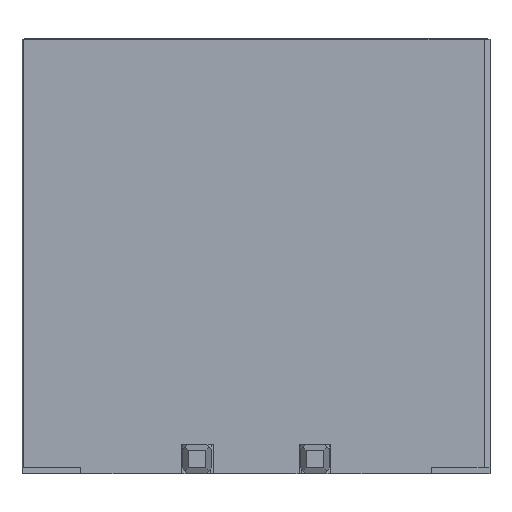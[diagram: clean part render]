
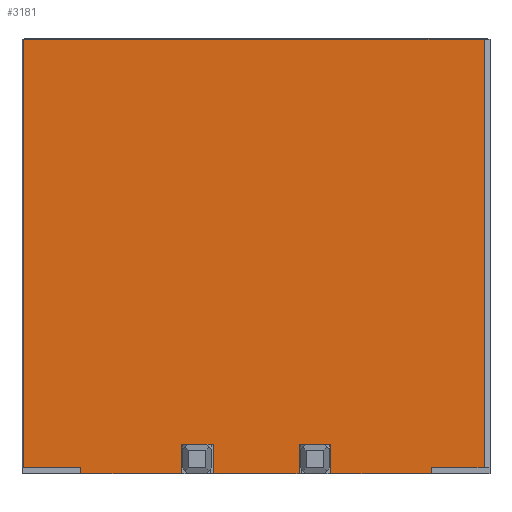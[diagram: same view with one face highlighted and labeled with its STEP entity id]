
A CAD part, front view. The second image highlights one B-rep face of the part: STEP entity #3181.
In plain terms, the highlighted planar face has unit normal (0, -1, 0).
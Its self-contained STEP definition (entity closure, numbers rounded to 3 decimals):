
#87=FACE_OUTER_BOUND('',#271,.T.);
#271=EDGE_LOOP('',(#2174,#2175,#2176,#2177,#2178,#2179,#2180,#2181,#2182,
#2183,#2184,#2185,#2186,#2187,#2188,#2189));
#457=LINE('',#4488,#901);
#464=LINE('',#4503,#908);
#467=LINE('',#4507,#911);
#503=LINE('',#4578,#947);
#505=LINE('',#4582,#949);
#506=LINE('',#4584,#950);
#507=LINE('',#4586,#951);
#508=LINE('',#4588,#952);
#509=LINE('',#4590,#953);
#510=LINE('',#4592,#954);
#511=LINE('',#4594,#955);
#512=LINE('',#4596,#956);
#513=LINE('',#4598,#957);
#514=LINE('',#4600,#958);
#515=LINE('',#4602,#959);
#516=LINE('',#4603,#960);
#901=VECTOR('',#3622,10.);
#908=VECTOR('',#3635,10.);
#911=VECTOR('',#3640,10.);
#947=VECTOR('',#3702,10.);
#949=VECTOR('',#3706,10.);
#950=VECTOR('',#3707,10.);
#951=VECTOR('',#3708,10.);
#952=VECTOR('',#3709,10.);
#953=VECTOR('',#3710,10.);
#954=VECTOR('',#3711,10.);
#955=VECTOR('',#3712,10.);
#956=VECTOR('',#3713,10.);
#957=VECTOR('',#3714,10.);
#958=VECTOR('',#3715,10.);
#959=VECTOR('',#3716,10.);
#960=VECTOR('',#3717,10.);
#1335=VERTEX_POINT('',#4477);
#1338=VERTEX_POINT('',#4484);
#1342=VERTEX_POINT('',#4496);
#1344=VERTEX_POINT('',#4501);
#1366=VERTEX_POINT('',#4577);
#1367=VERTEX_POINT('',#4581);
#1368=VERTEX_POINT('',#4583);
#1369=VERTEX_POINT('',#4585);
#1370=VERTEX_POINT('',#4587);
#1371=VERTEX_POINT('',#4589);
#1372=VERTEX_POINT('',#4591);
#1373=VERTEX_POINT('',#4593);
#1374=VERTEX_POINT('',#4595);
#1375=VERTEX_POINT('',#4597);
#1376=VERTEX_POINT('',#4599);
#1377=VERTEX_POINT('',#4601);
#1631=EDGE_CURVE('',#1335,#1338,#457,.T.);
#1638=EDGE_CURVE('',#1344,#1342,#464,.T.);
#1641=EDGE_CURVE('',#1342,#1335,#467,.T.);
#1677=EDGE_CURVE('',#1366,#1338,#503,.T.);
#1679=EDGE_CURVE('',#1344,#1367,#505,.T.);
#1680=EDGE_CURVE('',#1367,#1368,#506,.T.);
#1681=EDGE_CURVE('',#1368,#1369,#507,.T.);
#1682=EDGE_CURVE('',#1369,#1370,#508,.T.);
#1683=EDGE_CURVE('',#1370,#1371,#509,.T.);
#1684=EDGE_CURVE('',#1371,#1372,#510,.T.);
#1685=EDGE_CURVE('',#1372,#1373,#511,.T.);
#1686=EDGE_CURVE('',#1373,#1374,#512,.T.);
#1687=EDGE_CURVE('',#1374,#1375,#513,.T.);
#1688=EDGE_CURVE('',#1375,#1376,#514,.T.);
#1689=EDGE_CURVE('',#1376,#1377,#515,.T.);
#1690=EDGE_CURVE('',#1377,#1366,#516,.T.);
#2174=ORIENTED_EDGE('',*,*,#1631,.F.);
#2175=ORIENTED_EDGE('',*,*,#1641,.F.);
#2176=ORIENTED_EDGE('',*,*,#1638,.F.);
#2177=ORIENTED_EDGE('',*,*,#1679,.T.);
#2178=ORIENTED_EDGE('',*,*,#1680,.T.);
#2179=ORIENTED_EDGE('',*,*,#1681,.T.);
#2180=ORIENTED_EDGE('',*,*,#1682,.T.);
#2181=ORIENTED_EDGE('',*,*,#1683,.T.);
#2182=ORIENTED_EDGE('',*,*,#1684,.T.);
#2183=ORIENTED_EDGE('',*,*,#1685,.T.);
#2184=ORIENTED_EDGE('',*,*,#1686,.T.);
#2185=ORIENTED_EDGE('',*,*,#1687,.T.);
#2186=ORIENTED_EDGE('',*,*,#1688,.T.);
#2187=ORIENTED_EDGE('',*,*,#1689,.T.);
#2188=ORIENTED_EDGE('',*,*,#1690,.T.);
#2189=ORIENTED_EDGE('',*,*,#1677,.T.);
#3009=PLANE('',#3395);
#3181=ADVANCED_FACE('',(#87),#3009,.T.);
#3395=AXIS2_PLACEMENT_3D('',#4580,#3704,#3705);
#3622=DIRECTION('',(0.,0.,-1.));
#3635=DIRECTION('',(0.,0.,1.));
#3640=DIRECTION('',(1.,0.,0.));
#3702=DIRECTION('',(1.,0.,0.));
#3704=DIRECTION('center_axis',(0.,-1.,0.));
#3705=DIRECTION('ref_axis',(1.,0.,0.));
#3706=DIRECTION('',(1.,0.,0.));
#3707=DIRECTION('',(0.,0.,-1.));
#3708=DIRECTION('',(1.,0.,0.));
#3709=DIRECTION('',(0.,0.,1.));
#3710=DIRECTION('',(1.,0.,0.));
#3711=DIRECTION('',(0.,0.,-1.));
#3712=DIRECTION('',(1.,0.,0.));
#3713=DIRECTION('',(0.,0.,1.));
#3714=DIRECTION('',(1.,0.,0.));
#3715=DIRECTION('',(0.,0.,-1.));
#3716=DIRECTION('',(1.,0.,0.));
#3717=DIRECTION('',(0.,0.,1.));
#4477=CARTESIAN_POINT('',(7.85,0.,7.38));
#4484=CARTESIAN_POINT('',(7.85,0.,0.1));
#4488=CARTESIAN_POINT('',(7.85,0.,0.));
#4496=CARTESIAN_POINT('',(0.02,0.,7.38));
#4501=CARTESIAN_POINT('',(0.02,0.,0.1));
#4503=CARTESIAN_POINT('',(0.02,0.,0.));
#4507=CARTESIAN_POINT('',(1.988,0.,7.38));
#4577=CARTESIAN_POINT('',(6.952,0.,0.1));
#4578=CARTESIAN_POINT('',(3.726,0.,0.1));
#4580=CARTESIAN_POINT('Origin',(0.,0.,0.));
#4581=CARTESIAN_POINT('',(1.,0.,0.1));
#4582=CARTESIAN_POINT('',(0.25,0.,0.1));
#4583=CARTESIAN_POINT('',(1.,0.,0.));
#4584=CARTESIAN_POINT('',(1.,0.,0.));
#4585=CARTESIAN_POINT('',(2.706,0.,0.));
#4586=CARTESIAN_POINT('',(0.,0.,0.));
#4587=CARTESIAN_POINT('',(2.706,0.,0.5));
#4588=CARTESIAN_POINT('',(2.706,0.,0.));
#4589=CARTESIAN_POINT('',(3.247,0.,0.5));
#4590=CARTESIAN_POINT('',(1.488,0.,0.5));
#4591=CARTESIAN_POINT('',(3.247,0.,0.));
#4592=CARTESIAN_POINT('',(3.247,0.,0.));
#4593=CARTESIAN_POINT('',(4.706,0.,0.));
#4594=CARTESIAN_POINT('',(0.,0.,0.));
#4595=CARTESIAN_POINT('',(4.706,0.,0.5));
#4596=CARTESIAN_POINT('',(4.706,0.,0.));
#4597=CARTESIAN_POINT('',(5.247,0.,0.5));
#4598=CARTESIAN_POINT('',(2.488,0.,0.5));
#4599=CARTESIAN_POINT('',(5.247,0.,0.));
#4600=CARTESIAN_POINT('',(5.247,0.,0.));
#4601=CARTESIAN_POINT('',(6.952,0.,0.));
#4602=CARTESIAN_POINT('',(0.,0.,0.));
#4603=CARTESIAN_POINT('',(6.952,0.,0.));
